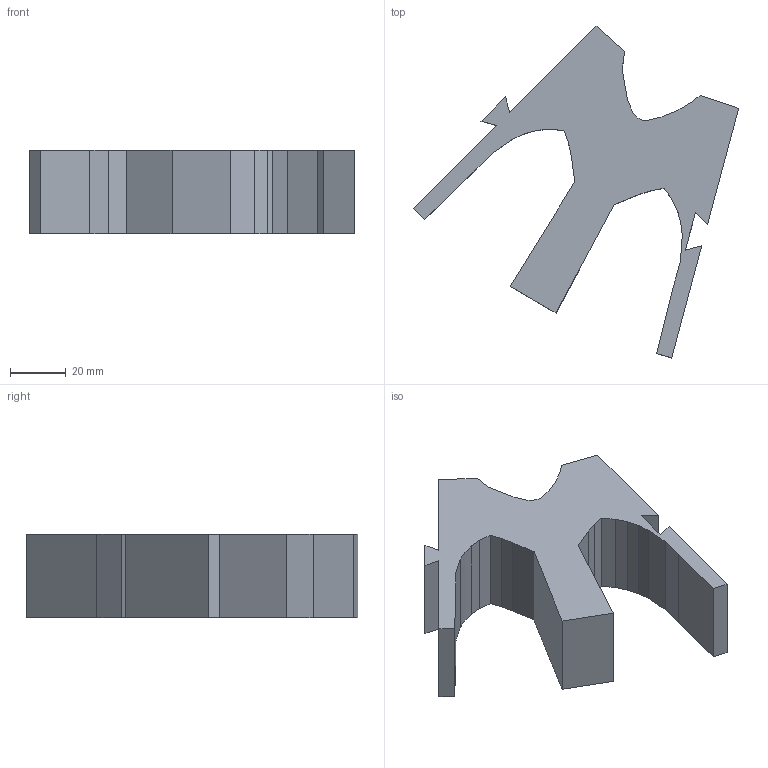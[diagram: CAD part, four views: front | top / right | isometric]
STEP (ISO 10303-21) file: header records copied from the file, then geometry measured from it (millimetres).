
FILE_DESCRIPTION(/* description */ (''),/* implementation_level */ '2;1');
FILE_NAME(/* name */ 'Pieza2',/* time_stamp */ '2015-04-14T09:06:49+02:00',/* author */ (''),/* organization */ (''),/* preprocessor_version */ 'ST-DEVELOPER v14',/* originating_system */ '',/* authorisation */ '');
FILE_SCHEMA (('CONFIG_CONTROL_DESIGN'));
Length unit declared in the file: millimetre
Products named in the file (1): Document
Bounding box: 116.79 x 119.15 x 30 mm (x, y, z)
Volume: 123103.9 mm3; surface area: 25611.9 mm2
Topology: 1 solids, 1 shells, 50 faces, 144 edges, 96 vertices
Faces by surface type: bspline 44, plane 6
Entity records: 3216 total; most frequent: CARTESIAN_POINT 1496, ORIENTED_EDGE 288, PCURVE 288, DEFINITIONAL_REPRESENTATION 288, B_SPLINE_CURVE_WITH_KNOTS 212, SURFACE_CURVE 144, EDGE_CURVE 144, VERTEX_POINT 96
